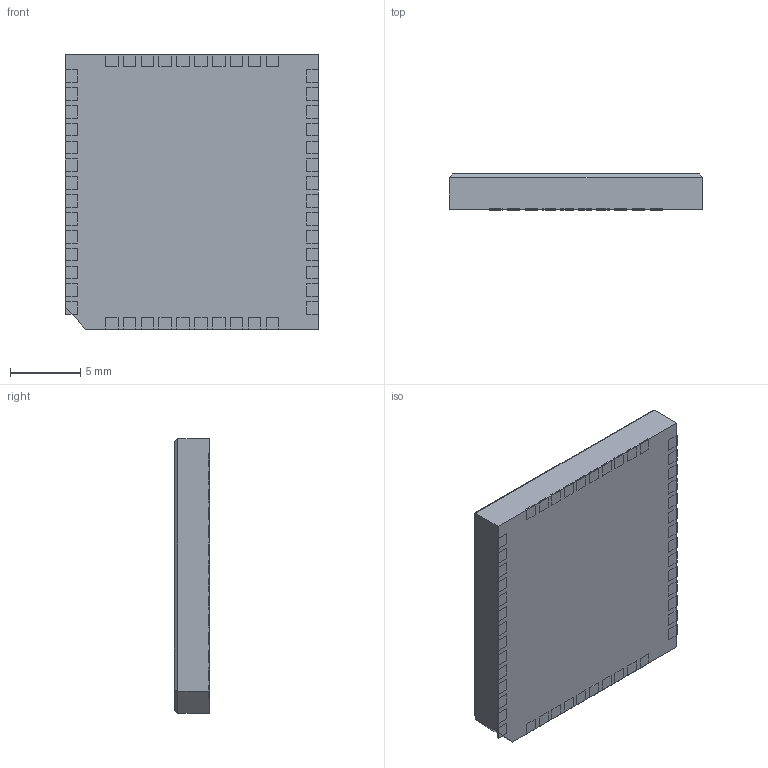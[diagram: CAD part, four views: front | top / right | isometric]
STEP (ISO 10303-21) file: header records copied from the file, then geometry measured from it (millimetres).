
FILE_DESCRIPTION (( 'STEP AP214' ), '1' );
FILE_NAME ( 'SMP-48N.step', '2020-2-7T21:8:36', ( '' ), ( '' ), 'EDABuilder', 'EMA Design Automation', '' );
FILE_SCHEMA (( 'AUTOMOTIVE_DESIGN' ));
Length unit declared in the file: millimetre
Products named in the file (1): face1_BC
Bounding box: 18.01 x 2.53 x 19.52 mm (x, y, z)
Volume: 876.1 mm3; surface area: 968.3 mm2
Topology: 49 solids, 49 shells, 300 faces, 601 edges, 399 vertices
Faces by surface type: plane 300
Entity records: 7882 total; most frequent: CARTESIAN_POINT 1350, DIRECTION 1301, ORIENTED_EDGE 1202, LINE 601, VECTOR 601, EDGE_CURVE 601, VERTEX_POINT 399, AXIS2_PLACEMENT_3D 350
